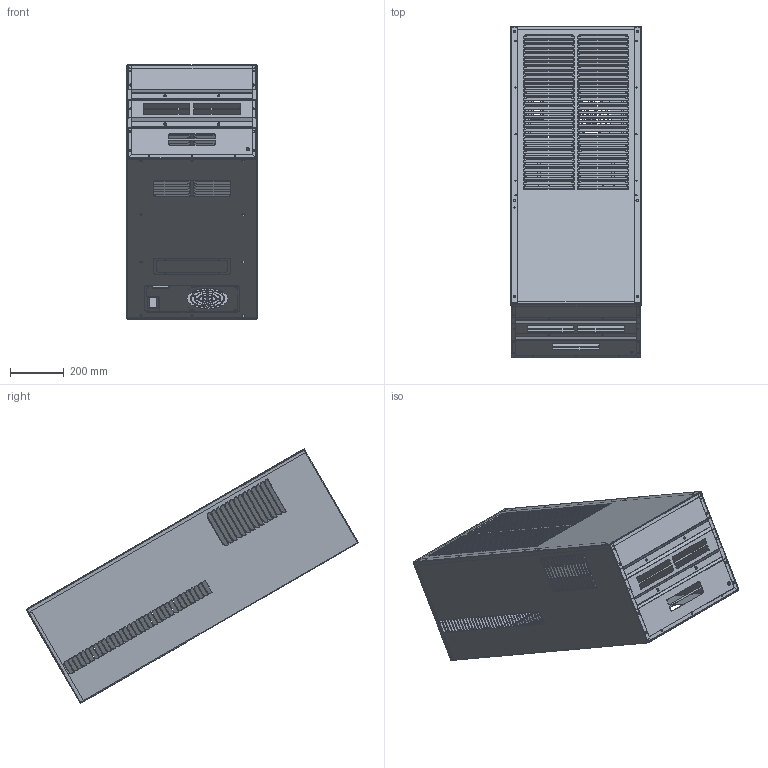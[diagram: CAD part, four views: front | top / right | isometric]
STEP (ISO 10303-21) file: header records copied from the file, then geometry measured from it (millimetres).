
FILE_DESCRIPTION(('STEP AP203'), '1');
FILE_NAME('OUT6000-KATIMODEL', '', ('UNSPECIFIED'), ('UNSPECIFIED'), 'C3D Converter', 'C3D Toolkit', '');
FILE_SCHEMA(('CONFIG_CONTROL_DESIGN'));
Length unit declared in the file: millimetre
Assembly tree (6 placements, depth 2):
  (unnamed)
    (unnamed)
    (unnamed)
    (unnamed)
    (unnamed)
    (unnamed)
    (unnamed)
Bounding box: 485.52 x 1233.71 x 944.14 mm (x, y, z)
Volume: 2615096.1 mm3; surface area: 5304722.4 mm2
Topology: 6 solids, 6 shells, 3867 faces, 10109 edges, 6254 vertices
Faces by surface type: cylinder 2262, plane 1153, bspline 452
Full cylindrical faces by diameter (mm): 3 x2, 3.5 x4, 4.5 x22, 6 x4, 7 x6, 8 x2, 12.6 x3, 15 x1, 16 x1
Entity records: 158720 total; most frequent: CARTESIAN_POINT 32677, ORIENTED_EDGE 20128, DIRECTION 19399, EDGE_CURVE 10064, AXIS2_PLACEMENT_3D 7306, VERTEX_POINT 6254, LINE 4787, VECTOR 4787
